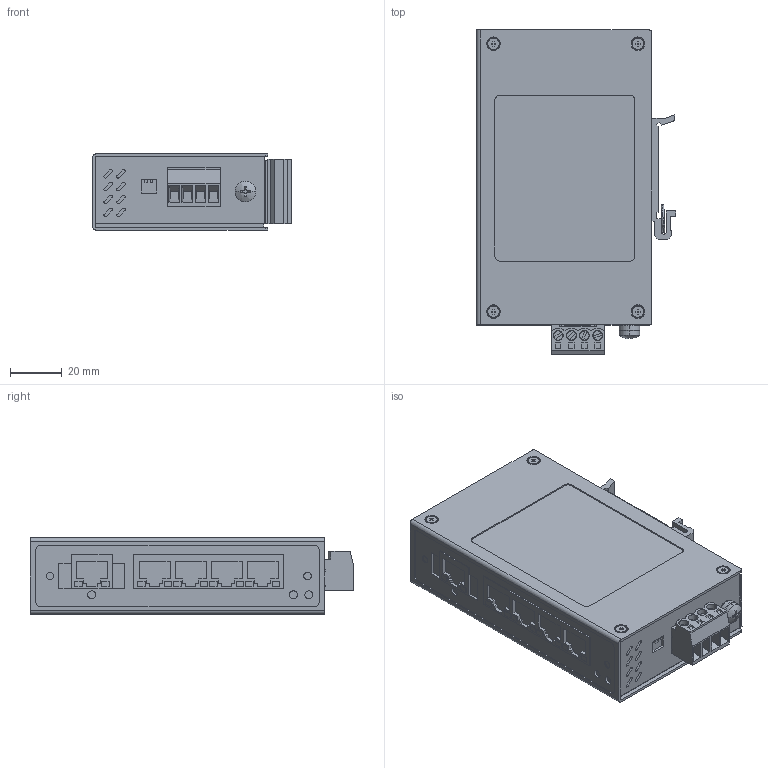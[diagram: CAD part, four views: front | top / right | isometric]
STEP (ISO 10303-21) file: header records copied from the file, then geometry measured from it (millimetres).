
FILE_DESCRIPTION (( 'STEP AP214' ), '1' );
FILE_NAME ('SX5E_HU055B.STEP', '2017-08-28T07:10:14', ( '' ), ( '' ), 'SwSTEP 2.0', 'SolidWorks 2014', '' );
FILE_SCHEMA (( 'AUTOMOTIVE_DESIGN' ));
Length unit declared in the file: millimetre
Products named in the file (1): SX5E_HU055B
Bounding box: 77.4 x 125.75 x 29.6 mm (x, y, z)
Volume: 231617.2 mm3; surface area: 39136.7 mm2
Topology: 3 solids, 3 shells, 984 faces, 2539 edges, 1681 vertices
Faces by surface type: plane 661, cylinder 241, cone 36, bspline 30, torus 16
Entity records: 30577 total; most frequent: CARTESIAN_POINT 6061, ORIENTED_EDGE 5078, DIRECTION 5050, EDGE_CURVE 2539, LINE 1846, VECTOR 1846, VERTEX_POINT 1681, AXIS2_PLACEMENT_3D 1602
